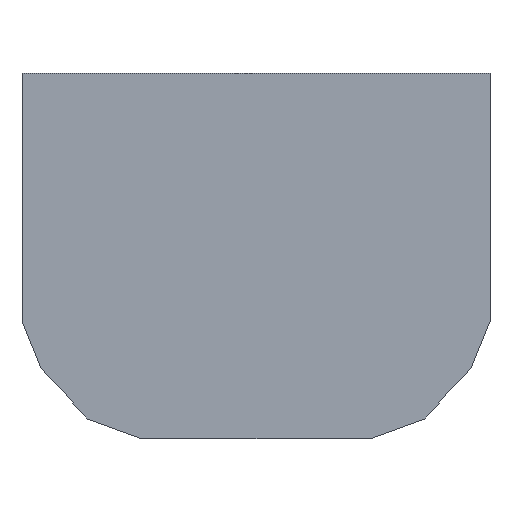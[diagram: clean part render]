
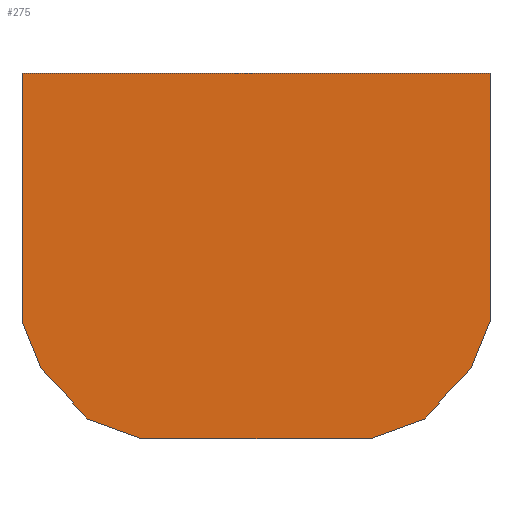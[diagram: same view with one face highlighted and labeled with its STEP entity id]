
A CAD part, top view. The second image highlights one B-rep face of the part: STEP entity #275.
In plain terms, the highlighted free-form (B-spline) face has degree [1, 1] with [2, 2] control points.
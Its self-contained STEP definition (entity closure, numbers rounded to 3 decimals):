
#11 = CARTESIAN_POINT ( 'NONE',  ( 2556.344, 2956.376, 6. ) ) ;
#17 = CARTESIAN_POINT ( 'NONE',  ( 4409.621, 3014.066, 6. ) ) ;
#22 = B_SPLINE_CURVE_WITH_KNOTS ( 'NONE', 3,
 ( #94, #427, #219, #348 ),
 .UNSPECIFIED., .F., .F.,
 ( 4, 4 ),
 ( 0., 1. ),
 .UNSPECIFIED. ) ;
#23 = EDGE_CURVE ( 'NONE', #181, #424, #54, .T. ) ;
#24 = CARTESIAN_POINT ( 'NONE',  ( 2714.456, 2846.101, 6. ) ) ;
#26 = B_SPLINE_CURVE_WITH_KNOTS ( 'NONE', 1,
 ( #456, #80 ),
 .UNSPECIFIED., .F., .F.,
 ( 2, 2 ),
 ( 0., 1. ),
 .UNSPECIFIED. ) ;
#28 = CARTESIAN_POINT ( 'NONE',  ( 2894.091, 2781.064, 6. ) ) ;
#32 = CARTESIAN_POINT ( 'NONE',  ( 4516.524, 3126.471, 6. ) ) ;
#40 = CARTESIAN_POINT ( 'NONE',  ( 4610.963, 3360.405, 6. ) ) ;
#44 = VERTEX_POINT ( 'NONE', #202 ) ;
#49 = VERTEX_POINT ( 'NONE', #285 ) ;
#54 = B_SPLINE_CURVE_WITH_KNOTS ( 'NONE', 3,
 ( #331, #171, #500, #166 ),
 .UNSPECIFIED., .F., .F.,
 ( 4, 4 ),
 ( 0., 1. ),
 .UNSPECIFIED. ) ;
#58 = CARTESIAN_POINT ( 'NONE',  ( 4516.524, 3126.471, 6. ) ) ;
#63 = EDGE_CURVE ( 'NONE', #236, #49, #26, .T. ) ;
#78 = B_SPLINE_CURVE_WITH_KNOTS ( 'NONE', 3,
 ( #519, #11, #387, #483 ),
 .UNSPECIFIED., .F., .F.,
 ( 4, 4 ),
 ( 0., 1. ),
 .UNSPECIFIED. ) ;
#79 = ORIENTED_EDGE ( 'NONE', *, *, #147, .T. ) ;
#80 = CARTESIAN_POINT ( 'NONE',  ( 2302.963, 4584.064, 6. ) ) ;
#84 = VERTEX_POINT ( 'NONE', #40 ) ;
#94 = CARTESIAN_POINT ( 'NONE',  ( 4019.835, 2781.064, 6. ) ) ;
#100 = CARTESIAN_POINT ( 'NONE',  ( 4579.484, 3282.427, 6. ) ) ;
#103 = CARTESIAN_POINT ( 'NONE',  ( 2600.931, 2903.547, 6. ) ) ;
#106 = CARTESIAN_POINT ( 'NONE',  ( 4610.963, 2781.064, 6. ) ) ;
#109 = B_SPLINE_CURVE_WITH_KNOTS ( 'NONE', 1,
 ( #237, #190 ),
 .UNSPECIFIED., .F., .F.,
 ( 2, 2 ),
 ( 0., 1. ),
 .UNSPECIFIED. ) ;
#118 = ORIENTED_EDGE ( 'NONE', *, *, #386, .T. ) ;
#132 = EDGE_CURVE ( 'NONE', #157, #501, #449, .T. ) ;
#139 = CARTESIAN_POINT ( 'NONE',  ( 4516.524, 3126.471, 6. ) ) ;
#142 = CARTESIAN_POINT ( 'NONE',  ( 2397.402, 3126.471, 6. ) ) ;
#144 = CARTESIAN_POINT ( 'NONE',  ( 4610.963, 4584.064, 6. ) ) ;
#146 = CARTESIAN_POINT ( 'NONE',  ( 2504.306, 3014.066, 6. ) ) ;
#147 = EDGE_CURVE ( 'NONE', #501, #543, #78, .T. ) ;
#148 = EDGE_CURVE ( 'NONE', #470, #408, #397, .T. ) ;
#152 = CARTESIAN_POINT ( 'NONE',  ( 4356.169, 2957.863, 6. ) ) ;
#157 = VERTEX_POINT ( 'NONE', #142 ) ;
#161 = ORIENTED_EDGE ( 'NONE', *, *, #225, .T. ) ;
#166 = CARTESIAN_POINT ( 'NONE',  ( 4360.411, 2953.402, 6. ) ) ;
#169 = ORIENTED_EDGE ( 'NONE', *, *, #249, .T. ) ;
#171 = CARTESIAN_POINT ( 'NONE',  ( 4312.996, 2903.547, 6. ) ) ;
#181 = VERTEX_POINT ( 'NONE', #187 ) ;
#184 = ORIENTED_EDGE ( 'NONE', *, *, #534, .T. ) ;
#185 = CARTESIAN_POINT ( 'NONE',  ( 2624.638, 2878.619, 6. ) ) ;
#187 = CARTESIAN_POINT ( 'NONE',  ( 4289.288, 2878.619, 6. ) ) ;
#190 = CARTESIAN_POINT ( 'NONE',  ( 4019.835, 2781.064, 6. ) ) ;
#198 = EDGE_CURVE ( 'NONE', #408, #84, #527, .T. ) ;
#199 = B_SPLINE_CURVE_WITH_KNOTS ( 'NONE', 3,
 ( #396, #485, #531, #274 ),
 .UNSPECIFIED., .F., .F.,
 ( 4, 4 ),
 ( 0., 1. ),
 .UNSPECIFIED. ) ;
#202 = CARTESIAN_POINT ( 'NONE',  ( 2302.963, 3360.405, 6. ) ) ;
#219 = CARTESIAN_POINT ( 'NONE',  ( 4199.471, 2846.101, 6. ) ) ;
#222 = CARTESIAN_POINT ( 'NONE',  ( 2450.854, 3070.269, 6. ) ) ;
#224 = CARTESIAN_POINT ( 'NONE',  ( 2577.223, 2928.474, 6. ) ) ;
#225 = EDGE_CURVE ( 'NONE', #84, #236, #367, .T. ) ;
#226 = CARTESIAN_POINT ( 'NONE',  ( 4548.004, 3204.449, 6. ) ) ;
#236 = VERTEX_POINT ( 'NONE', #261 ) ;
#237 = CARTESIAN_POINT ( 'NONE',  ( 2894.091, 2781.064, 6. ) ) ;
#248 = ORIENTED_EDGE ( 'NONE', *, *, #276, .T. ) ;
#249 = EDGE_CURVE ( 'NONE', #543, #251, #497, .T. ) ;
#251 = VERTEX_POINT ( 'NONE', #185 ) ;
#258 = CARTESIAN_POINT ( 'NONE',  ( 2302.963, 4584.064, 6. ) ) ;
#261 = CARTESIAN_POINT ( 'NONE',  ( 4610.963, 4584.064, 6. ) ) ;
#268 = ORIENTED_EDGE ( 'NONE', *, *, #198, .T. ) ;
#270 = B_SPLINE_CURVE_WITH_KNOTS ( 'NONE', 3,
 ( #468, #418, #291, #375 ),
 .UNSPECIFIED., .F., .F.,
 ( 4, 4 ),
 ( 0., 1. ),
 .UNSPECIFIED. ) ;
#274 = CARTESIAN_POINT ( 'NONE',  ( 4356.169, 2957.863, 6. ) ) ;
#275 = ADVANCED_FACE ( 'NONE', ( #353 ), #378, .T. ) ;
#276 = EDGE_CURVE ( 'NONE', #457, #181, #22, .T. ) ;
#281 = CARTESIAN_POINT ( 'NONE',  ( 2804.274, 2813.582, 6. ) ) ;
#282 = EDGE_LOOP ( 'NONE', ( #161, #536, #184, #426, #538, #79, #169, #340, #118, #248, #412, #496, #469, #268 ) ) ;
#283 = CARTESIAN_POINT ( 'NONE',  ( 2624.638, 2878.619, 6. ) ) ;
#285 = CARTESIAN_POINT ( 'NONE',  ( 2302.963, 4584.064, 6. ) ) ;
#291 = CARTESIAN_POINT ( 'NONE',  ( 2365.923, 3204.449, 6. ) ) ;
#312 = CARTESIAN_POINT ( 'NONE',  ( 2624.638, 2878.619, 6. ) ) ;
#317 = CARTESIAN_POINT ( 'NONE',  ( 4019.835, 2781.064, 6. ) ) ;
#318 = CARTESIAN_POINT ( 'NONE',  ( 2894.091, 2781.064, 6. ) ) ;
#331 = CARTESIAN_POINT ( 'NONE',  ( 4289.288, 2878.619, 6. ) ) ;
#337 = CARTESIAN_POINT ( 'NONE',  ( 2553.516, 2953.402, 6. ) ) ;
#339 = CARTESIAN_POINT ( 'NONE',  ( 2557.758, 2957.863, 6. ) ) ;
#340 = ORIENTED_EDGE ( 'NONE', *, *, #394, .T. ) ;
#348 = CARTESIAN_POINT ( 'NONE',  ( 4289.288, 2878.619, 6. ) ) ;
#352 = CARTESIAN_POINT ( 'NONE',  ( 2397.402, 3126.471, 6. ) ) ;
#353 = FACE_OUTER_BOUND ( 'NONE', #282, .T. ) ;
#354 = CARTESIAN_POINT ( 'NONE',  ( 4610.963, 4584.064, 6. ) ) ;
#361 = VERTEX_POINT ( 'NONE', #318 ) ;
#367 = B_SPLINE_CURVE_WITH_KNOTS ( 'NONE', 1,
 ( #438, #144 ),
 .UNSPECIFIED., .F., .F.,
 ( 2, 2 ),
 ( 0., 1. ),
 .UNSPECIFIED. ) ;
#375 = CARTESIAN_POINT ( 'NONE',  ( 2397.402, 3126.471, 6. ) ) ;
#378 = B_SPLINE_SURFACE_WITH_KNOTS ( 'NONE', 1, 1, ( 
 ( #472, #524 ),
 ( #106, #354 ) ),
 .UNSPECIFIED., .F., .F., .F.,
 ( 2, 2 ),
 ( 2, 2 ),
 ( 0., 1. ),
 ( 0., 1. ),
 .UNSPECIFIED. ) ;
#385 = CARTESIAN_POINT ( 'NONE',  ( 4356.169, 2957.863, 6. ) ) ;
#386 = EDGE_CURVE ( 'NONE', #361, #457, #109, .T. ) ;
#387 = CARTESIAN_POINT ( 'NONE',  ( 2554.93, 2954.889, 6. ) ) ;
#390 = CARTESIAN_POINT ( 'NONE',  ( 2553.516, 2953.402, 6. ) ) ;
#394 = EDGE_CURVE ( 'NONE', #251, #361, #477, .T. ) ;
#396 = CARTESIAN_POINT ( 'NONE',  ( 4360.411, 2953.402, 6. ) ) ;
#397 = B_SPLINE_CURVE_WITH_KNOTS ( 'NONE', 3,
 ( #385, #17, #516, #58 ),
 .UNSPECIFIED., .F., .F.,
 ( 4, 4 ),
 ( 0., 1. ),
 .UNSPECIFIED. ) ;
#408 = VERTEX_POINT ( 'NONE', #32 ) ;
#412 = ORIENTED_EDGE ( 'NONE', *, *, #23, .T. ) ;
#418 = CARTESIAN_POINT ( 'NONE',  ( 2334.443, 3282.427, 6. ) ) ;
#424 = VERTEX_POINT ( 'NONE', #492 ) ;
#426 = ORIENTED_EDGE ( 'NONE', *, *, #514, .T. ) ;
#427 = CARTESIAN_POINT ( 'NONE',  ( 4109.653, 2813.582, 6. ) ) ;
#431 = EDGE_CURVE ( 'NONE', #424, #470, #199, .T. ) ;
#438 = CARTESIAN_POINT ( 'NONE',  ( 4610.963, 3360.405, 6. ) ) ;
#439 = CARTESIAN_POINT ( 'NONE',  ( 2557.758, 2957.863, 6. ) ) ;
#449 = B_SPLINE_CURVE_WITH_KNOTS ( 'NONE', 3,
 ( #352, #222, #146, #439 ),
 .UNSPECIFIED., .F., .F.,
 ( 4, 4 ),
 ( 0., 1. ),
 .UNSPECIFIED. ) ;
#456 = CARTESIAN_POINT ( 'NONE',  ( 4610.963, 4584.064, 6. ) ) ;
#457 = VERTEX_POINT ( 'NONE', #317 ) ;
#464 = CARTESIAN_POINT ( 'NONE',  ( 2302.963, 3360.405, 6. ) ) ;
#468 = CARTESIAN_POINT ( 'NONE',  ( 2302.963, 3360.405, 6. ) ) ;
#469 = ORIENTED_EDGE ( 'NONE', *, *, #148, .T. ) ;
#470 = VERTEX_POINT ( 'NONE', #152 ) ;
#472 = CARTESIAN_POINT ( 'NONE',  ( 2302.963, 2781.064, 6. ) ) ;
#477 = B_SPLINE_CURVE_WITH_KNOTS ( 'NONE', 3,
 ( #283, #24, #281, #28 ),
 .UNSPECIFIED., .F., .F.,
 ( 4, 4 ),
 ( 0., 1. ),
 .UNSPECIFIED. ) ;
#483 = CARTESIAN_POINT ( 'NONE',  ( 2553.516, 2953.402, 6. ) ) ;
#485 = CARTESIAN_POINT ( 'NONE',  ( 4358.997, 2954.889, 6. ) ) ;
#492 = CARTESIAN_POINT ( 'NONE',  ( 4360.411, 2953.402, 6. ) ) ;
#496 = ORIENTED_EDGE ( 'NONE', *, *, #431, .T. ) ;
#497 = B_SPLINE_CURVE_WITH_KNOTS ( 'NONE', 3,
 ( #390, #224, #103, #312 ),
 .UNSPECIFIED., .F., .F.,
 ( 4, 4 ),
 ( 0., 1. ),
 .UNSPECIFIED. ) ;
#500 = CARTESIAN_POINT ( 'NONE',  ( 4336.704, 2928.474, 6. ) ) ;
#501 = VERTEX_POINT ( 'NONE', #339 ) ;
#514 = EDGE_CURVE ( 'NONE', #44, #157, #270, .T. ) ;
#516 = CARTESIAN_POINT ( 'NONE',  ( 4463.073, 3070.269, 6. ) ) ;
#519 = CARTESIAN_POINT ( 'NONE',  ( 2557.758, 2957.863, 6. ) ) ;
#521 = CARTESIAN_POINT ( 'NONE',  ( 4610.963, 3360.405, 6. ) ) ;
#524 = CARTESIAN_POINT ( 'NONE',  ( 2302.963, 4584.064, 6. ) ) ;
#527 = B_SPLINE_CURVE_WITH_KNOTS ( 'NONE', 3,
 ( #139, #226, #100, #521 ),
 .UNSPECIFIED., .F., .F.,
 ( 4, 4 ),
 ( 0., 1. ),
 .UNSPECIFIED. ) ;
#531 = CARTESIAN_POINT ( 'NONE',  ( 4357.583, 2956.376, 6. ) ) ;
#534 = EDGE_CURVE ( 'NONE', #49, #44, #537, .T. ) ;
#536 = ORIENTED_EDGE ( 'NONE', *, *, #63, .T. ) ;
#537 = B_SPLINE_CURVE_WITH_KNOTS ( 'NONE', 1,
 ( #258, #464 ),
 .UNSPECIFIED., .F., .F.,
 ( 2, 2 ),
 ( 0., 1. ),
 .UNSPECIFIED. ) ;
#538 = ORIENTED_EDGE ( 'NONE', *, *, #132, .T. ) ;
#543 = VERTEX_POINT ( 'NONE', #337 ) ;
